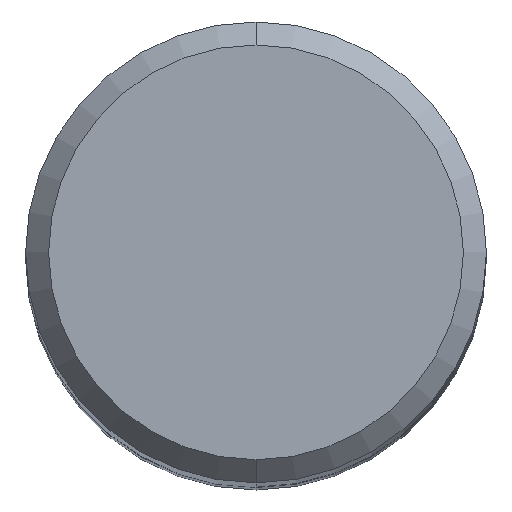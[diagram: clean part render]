
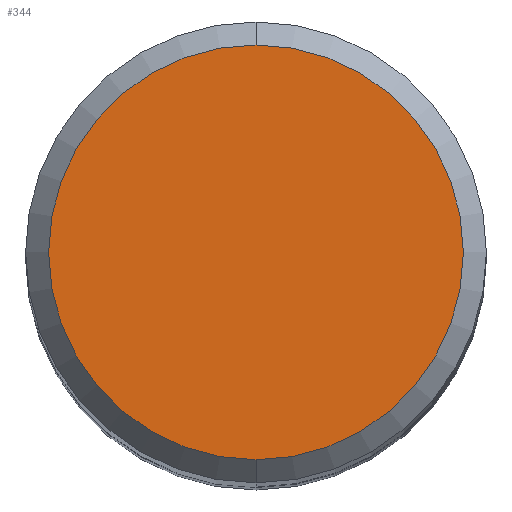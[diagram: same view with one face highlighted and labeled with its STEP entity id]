
A CAD part, top view. The second image highlights one B-rep face of the part: STEP entity #344.
In plain terms, the highlighted planar face has unit normal (0, 0, 1).
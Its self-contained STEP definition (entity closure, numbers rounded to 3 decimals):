
#262=EDGE_CURVE('',#346,#334,#554,.T.);
#334=VERTEX_POINT('',#634);
#344=ADVANCED_FACE('',(#644),#645,.T.);
#346=VERTEX_POINT('',#647);
#408=EDGE_CURVE('',#334,#346,#712,.T.);
#554=CIRCLE('',#984,4.5);
#634=CARTESIAN_POINT('',(0.,-4.5,0.0));
#644=FACE_OUTER_BOUND('',#1189,.T.);
#645=PLANE('',#1190);
#647=CARTESIAN_POINT('',(0.0,4.5,0.0));
#712=CIRCLE('',#1335,4.5);
#984=AXIS2_PLACEMENT_3D('',#1511,#1512,#1513);
#1189=EDGE_LOOP('',(#1612,#1613));
#1190=AXIS2_PLACEMENT_3D('',#1614,#1615,#1616);
#1335=AXIS2_PLACEMENT_3D('',#1661,#1662,#1663);
#1511=CARTESIAN_POINT('',(0.0,0.0,0.0));
#1512=DIRECTION('',(0.0,0.0,-1.0));
#1513=DIRECTION('',(0.0,1.0,0.0));
#1612=ORIENTED_EDGE('',*,*,#262,.F.);
#1613=ORIENTED_EDGE('',*,*,#408,.F.);
#1614=CARTESIAN_POINT('',(0.0,2.25,0.0));
#1615=DIRECTION('',(-0.0,0.0,1.0));
#1616=DIRECTION('',(0.0,-1.0,0.0));
#1661=CARTESIAN_POINT('',(0.0,0.0,0.0));
#1662=DIRECTION('',(0.0,0.0,-1.0));
#1663=DIRECTION('',(0.0,1.0,0.0));
